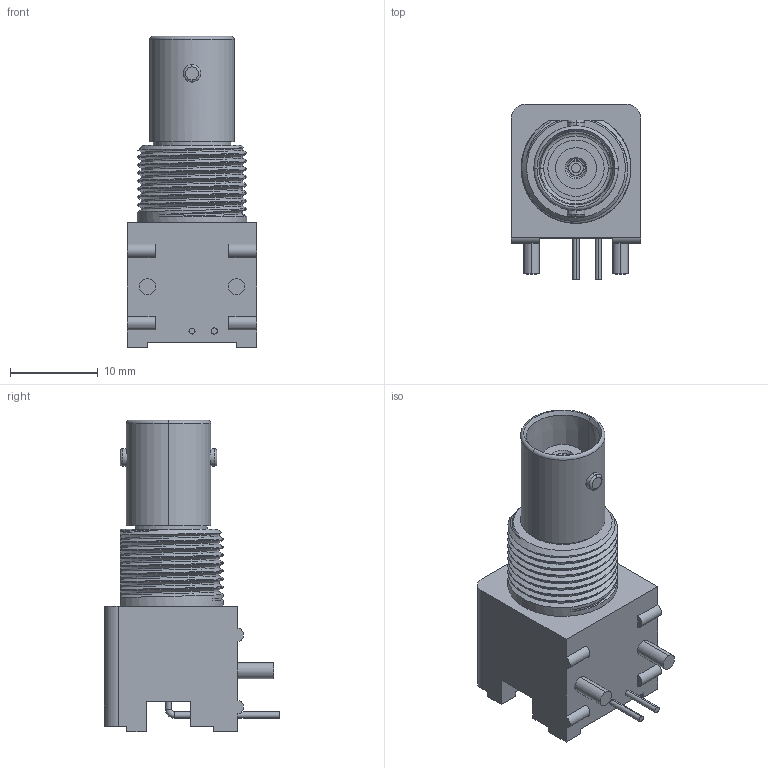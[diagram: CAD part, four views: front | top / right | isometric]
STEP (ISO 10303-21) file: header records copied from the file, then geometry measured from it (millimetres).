
FILE_DESCRIPTION((''),'2;1');
FILE_NAME('C-227161-2','2019-01-29T00:48:43',('workeradm'),('TE Connectivity Ltd.'),'CREO PARAMETRIC BY PTC INC, 2018190','CREO PARAMETRIC BY PTC INC, 2018190','');
FILE_SCHEMA(('AUTOMOTIVE_DESIGN { 1 0 10303 214 1 1 1 1 }'));
Length unit declared in the file: millimetre
Products named in the file (1): C-227161-2
Bounding box: 14.76 x 19.99 x 35.56 mm (x, y, z)
Volume: 4215.6 mm3; surface area: 2720.6 mm2
Topology: 1 solids, 1 shells, 198 faces, 503 edges, 324 vertices
Faces by surface type: cylinder 66, plane 65, bspline 37, torus 16, cone 14
Entity records: 12212 total; most frequent: CARTESIAN_POINT 7542, ORIENTED_EDGE 1006, DIRECTION 888, EDGE_CURVE 503, AXIS2_PLACEMENT_3D 326, VERTEX_POINT 324, VECTOR 236, LINE 236
